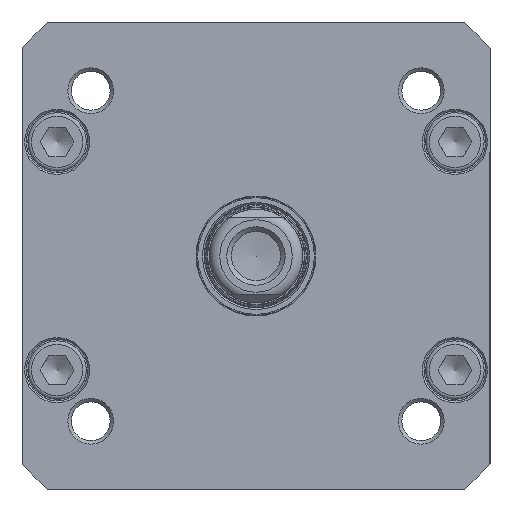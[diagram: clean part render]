
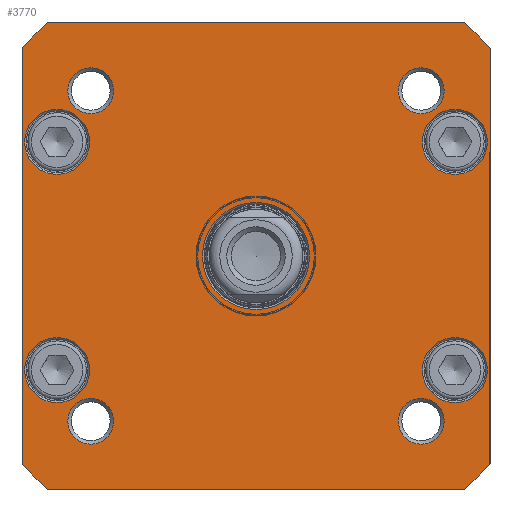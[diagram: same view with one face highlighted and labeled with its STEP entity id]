
A CAD part, front view. The second image highlights one B-rep face of the part: STEP entity #3770.
In plain terms, the highlighted planar face has unit normal (0, -1, 0).
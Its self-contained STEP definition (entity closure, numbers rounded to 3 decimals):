
#3596=CARTESIAN_POINT('',(0.,-91.75,0.));
#3597=DIRECTION('',(0.0,-1.0,0.0));
#3598=DIRECTION('',(0.0,0.0,-1.0));
#3599=AXIS2_PLACEMENT_3D('',#3596,#3597,#3598);
#3600=PLANE('',#3599);
#3601=CARTESIAN_POINT('',(-40.,-91.75,35.528));
#3602=VERTEX_POINT('',#3601);
#3603=CARTESIAN_POINT('',(-35.528,-91.75,40.0));
#3604=VERTEX_POINT('',#3603);
#3605=CARTESIAN_POINT('',(0.0,-91.75,0.0));
#3606=DIRECTION('',(0.0,1.0,0.0));
#3607=DIRECTION('',(-0.664,0.0,0.748));
#3608=AXIS2_PLACEMENT_3D('',#3605,#3606,#3607);
#3609=CIRCLE('',#3608,53.5);
#3610=EDGE_CURVE('',#3602,#3604,#3609,.T.);
#3611=ORIENTED_EDGE('',*,*,#3610,.F.);
#3612=CARTESIAN_POINT('',(-40.,-91.75,-35.528));
#3613=VERTEX_POINT('',#3612);
#3614=CARTESIAN_POINT('',(-40.,-91.75,-35.528));
#3615=DIRECTION('',(0.0,0.0,1.0));
#3616=VECTOR('',#3615,71.056);
#3617=LINE('',#3614,#3616);
#3618=EDGE_CURVE('',#3613,#3602,#3617,.T.);
#3619=ORIENTED_EDGE('',*,*,#3618,.F.);
#3620=CARTESIAN_POINT('',(-35.528,-91.75,-40.0));
#3621=VERTEX_POINT('',#3620);
#3622=CARTESIAN_POINT('',(0.0,-91.75,0.0));
#3623=DIRECTION('',(0.0,1.0,0.0));
#3624=DIRECTION('',(-0.748,0.0,-0.664));
#3625=AXIS2_PLACEMENT_3D('',#3622,#3623,#3624);
#3626=CIRCLE('',#3625,53.5);
#3627=EDGE_CURVE('',#3621,#3613,#3626,.T.);
#3628=ORIENTED_EDGE('',*,*,#3627,.F.);
#3629=CARTESIAN_POINT('',(35.528,-91.75,-40.));
#3630=VERTEX_POINT('',#3629);
#3631=CARTESIAN_POINT('',(35.528,-91.75,-40.));
#3632=DIRECTION('',(-1.0,0.0,0.0));
#3633=VECTOR('',#3632,71.056);
#3634=LINE('',#3631,#3633);
#3635=EDGE_CURVE('',#3630,#3621,#3634,.T.);
#3636=ORIENTED_EDGE('',*,*,#3635,.F.);
#3637=CARTESIAN_POINT('',(40.0,-91.75,-35.528));
#3638=VERTEX_POINT('',#3637);
#3639=CARTESIAN_POINT('',(0.0,-91.75,0.0));
#3640=DIRECTION('',(0.0,1.0,0.0));
#3641=DIRECTION('',(0.664,0.0,-0.748));
#3642=AXIS2_PLACEMENT_3D('',#3639,#3640,#3641);
#3643=CIRCLE('',#3642,53.5);
#3644=EDGE_CURVE('',#3638,#3630,#3643,.T.);
#3645=ORIENTED_EDGE('',*,*,#3644,.F.);
#3646=CARTESIAN_POINT('',(40.,-91.75,35.528));
#3647=VERTEX_POINT('',#3646);
#3648=CARTESIAN_POINT('',(40.,-91.75,35.528));
#3649=DIRECTION('',(0.0,0.0,-1.0));
#3650=VECTOR('',#3649,71.056);
#3651=LINE('',#3648,#3650);
#3652=EDGE_CURVE('',#3647,#3638,#3651,.T.);
#3653=ORIENTED_EDGE('',*,*,#3652,.F.);
#3654=CARTESIAN_POINT('',(35.528,-91.75,40.0));
#3655=VERTEX_POINT('',#3654);
#3656=CARTESIAN_POINT('',(0.0,-91.75,0.0));
#3657=DIRECTION('',(0.0,1.0,0.0));
#3658=DIRECTION('',(0.748,0.0,0.664));
#3659=AXIS2_PLACEMENT_3D('',#3656,#3657,#3658);
#3660=CIRCLE('',#3659,53.5);
#3661=EDGE_CURVE('',#3655,#3647,#3660,.T.);
#3662=ORIENTED_EDGE('',*,*,#3661,.F.);
#3663=CARTESIAN_POINT('',(-35.528,-91.75,40.0));
#3664=DIRECTION('',(1.0,0.0,0.0));
#3665=VECTOR('',#3664,71.056);
#3666=LINE('',#3663,#3665);
#3667=EDGE_CURVE('',#3604,#3655,#3666,.T.);
#3668=ORIENTED_EDGE('',*,*,#3667,.F.);
#3669=EDGE_LOOP('',(#3611,#3619,#3628,#3636,#3645,#3653,#3662,#3668));
#3670=FACE_OUTER_BOUND('',#3669,.T.);
#3671=CARTESIAN_POINT('',(-34.0,-91.75,13.95));
#3672=VERTEX_POINT('',#3671);
#3673=CARTESIAN_POINT('',(-34.0,-91.75,19.5));
#3674=DIRECTION('',(0.0,-1.0,0.0));
#3675=DIRECTION('',(0.0,0.0,1.0));
#3676=AXIS2_PLACEMENT_3D('',#3673,#3674,#3675);
#3677=CIRCLE('',#3676,5.55);
#3678=EDGE_CURVE('',#3672,#3672,#3677,.T.);
#3679=ORIENTED_EDGE('',*,*,#3678,.F.);
#3680=EDGE_LOOP('',(#3679));
#3681=FACE_BOUND('',#3680,.T.);
#3682=CARTESIAN_POINT('',(34.0,-91.75,-25.05));
#3683=VERTEX_POINT('',#3682);
#3684=CARTESIAN_POINT('',(34.0,-91.75,-19.5));
#3685=DIRECTION('',(0.0,-1.0,0.0));
#3686=DIRECTION('',(0.0,0.0,1.0));
#3687=AXIS2_PLACEMENT_3D('',#3684,#3685,#3686);
#3688=CIRCLE('',#3687,5.55);
#3689=EDGE_CURVE('',#3683,#3683,#3688,.T.);
#3690=ORIENTED_EDGE('',*,*,#3689,.F.);
#3691=EDGE_LOOP('',(#3690));
#3692=FACE_BOUND('',#3691,.T.);
#3693=CARTESIAN_POINT('',(-28.25,-91.75,24.327));
#3694=VERTEX_POINT('',#3693);
#3695=CARTESIAN_POINT('',(-28.25,-91.75,28.25));
#3696=DIRECTION('',(0.0,-1.0,0.0));
#3697=DIRECTION('',(0.0,0.0,1.0));
#3698=AXIS2_PLACEMENT_3D('',#3695,#3696,#3697);
#3699=CIRCLE('',#3698,3.924);
#3700=EDGE_CURVE('',#3694,#3694,#3699,.T.);
#3701=ORIENTED_EDGE('',*,*,#3700,.F.);
#3702=EDGE_LOOP('',(#3701));
#3703=FACE_BOUND('',#3702,.T.);
#3704=CARTESIAN_POINT('',(28.25,-91.75,-32.174));
#3705=VERTEX_POINT('',#3704);
#3706=CARTESIAN_POINT('',(28.25,-91.75,-28.25));
#3707=DIRECTION('',(0.0,-1.0,0.0));
#3708=DIRECTION('',(0.0,0.0,1.0));
#3709=AXIS2_PLACEMENT_3D('',#3706,#3707,#3708);
#3710=CIRCLE('',#3709,3.924);
#3711=EDGE_CURVE('',#3705,#3705,#3710,.T.);
#3712=ORIENTED_EDGE('',*,*,#3711,.F.);
#3713=EDGE_LOOP('',(#3712));
#3714=FACE_BOUND('',#3713,.T.);
#3715=CARTESIAN_POINT('',(0.,-91.75,9.15));
#3716=VERTEX_POINT('',#3715);
#3717=CARTESIAN_POINT('',(0.0,-91.75,0.0));
#3718=DIRECTION('',(0.0,-1.0,0.0));
#3719=DIRECTION('',(0.0,0.0,-1.0));
#3720=AXIS2_PLACEMENT_3D('',#3717,#3718,#3719);
#3721=CIRCLE('',#3720,9.15);
#3722=EDGE_CURVE('',#3716,#3716,#3721,.T.);
#3723=ORIENTED_EDGE('',*,*,#3722,.F.);
#3724=EDGE_LOOP('',(#3723));
#3725=FACE_BOUND('',#3724,.T.);
#3726=CARTESIAN_POINT('',(28.25,-91.75,24.327));
#3727=VERTEX_POINT('',#3726);
#3728=CARTESIAN_POINT('',(28.25,-91.75,28.25));
#3729=DIRECTION('',(0.0,-1.0,0.0));
#3730=DIRECTION('',(0.0,0.0,1.0));
#3731=AXIS2_PLACEMENT_3D('',#3728,#3729,#3730);
#3732=CIRCLE('',#3731,3.924);
#3733=EDGE_CURVE('',#3727,#3727,#3732,.T.);
#3734=ORIENTED_EDGE('',*,*,#3733,.F.);
#3735=EDGE_LOOP('',(#3734));
#3736=FACE_BOUND('',#3735,.T.);
#3737=CARTESIAN_POINT('',(-28.25,-91.75,-32.174));
#3738=VERTEX_POINT('',#3737);
#3739=CARTESIAN_POINT('',(-28.25,-91.75,-28.25));
#3740=DIRECTION('',(0.0,-1.0,0.0));
#3741=DIRECTION('',(0.0,0.0,1.0));
#3742=AXIS2_PLACEMENT_3D('',#3739,#3740,#3741);
#3743=CIRCLE('',#3742,3.924);
#3744=EDGE_CURVE('',#3738,#3738,#3743,.T.);
#3745=ORIENTED_EDGE('',*,*,#3744,.F.);
#3746=EDGE_LOOP('',(#3745));
#3747=FACE_BOUND('',#3746,.T.);
#3748=CARTESIAN_POINT('',(34.0,-91.75,13.95));
#3749=VERTEX_POINT('',#3748);
#3750=CARTESIAN_POINT('',(34.0,-91.75,19.5));
#3751=DIRECTION('',(0.0,-1.0,0.0));
#3752=DIRECTION('',(0.0,0.0,1.0));
#3753=AXIS2_PLACEMENT_3D('',#3750,#3751,#3752);
#3754=CIRCLE('',#3753,5.55);
#3755=EDGE_CURVE('',#3749,#3749,#3754,.T.);
#3756=ORIENTED_EDGE('',*,*,#3755,.F.);
#3757=EDGE_LOOP('',(#3756));
#3758=FACE_BOUND('',#3757,.T.);
#3759=CARTESIAN_POINT('',(-34.0,-91.75,-25.05));
#3760=VERTEX_POINT('',#3759);
#3761=CARTESIAN_POINT('',(-34.0,-91.75,-19.5));
#3762=DIRECTION('',(0.0,-1.0,0.0));
#3763=DIRECTION('',(0.0,0.0,1.0));
#3764=AXIS2_PLACEMENT_3D('',#3761,#3762,#3763);
#3765=CIRCLE('',#3764,5.55);
#3766=EDGE_CURVE('',#3760,#3760,#3765,.T.);
#3767=ORIENTED_EDGE('',*,*,#3766,.F.);
#3768=EDGE_LOOP('',(#3767));
#3769=FACE_BOUND('',#3768,.T.);
#3770=ADVANCED_FACE('',(#3670,#3681,#3692,#3703,#3714,#3725,#3736,#3747,#3758,#3769),#3600,.T.);
